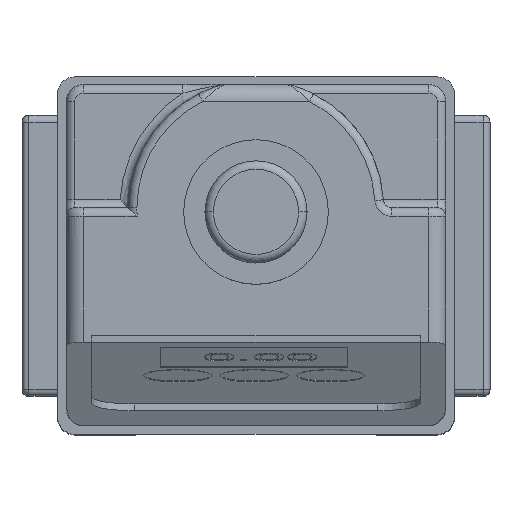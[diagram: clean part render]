
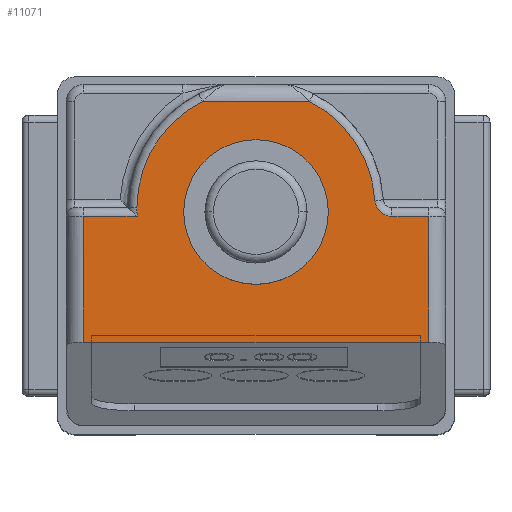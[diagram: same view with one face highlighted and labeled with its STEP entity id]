
A CAD part, top view. The second image highlights one B-rep face of the part: STEP entity #11071.
In plain terms, the highlighted planar face has unit normal (0, 0, 1).
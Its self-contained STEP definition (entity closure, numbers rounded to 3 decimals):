
#281 = CARTESIAN_POINT ( 'NONE',  ( 23.3, 26.5, 124. ) ) ;
#405 = CIRCLE ( 'NONE', #4994, 14. ) ;
#566 = LINE ( 'NONE', #12023, #12283 ) ;
#954 = EDGE_CURVE ( 'NONE', #12354, #3047, #405, .T. ) ;
#1270 = VECTOR ( 'NONE', #10133, 1000. ) ;
#1278 = LINE ( 'NONE', #5840, #9961 ) ;
#1444 = VECTOR ( 'NONE', #3677, 1000. ) ;
#1588 = EDGE_CURVE ( 'NONE', #9507, #2344, #1278, .T. ) ;
#1626 = CIRCLE ( 'NONE', #5725, 14. ) ;
#1810 = EDGE_CURVE ( 'NONE', #2344, #12354, #9120, .T. ) ;
#1878 = EDGE_CURVE ( 'NONE', #3047, #3933, #8746, .T. ) ;
#1982 = EDGE_CURVE ( 'NONE', #3933, #13414, #566, .T. ) ;
#2094 = EDGE_CURVE ( 'NONE', #13414, #3125, #5855, .T. ) ;
#2344 = VERTEX_POINT ( 'NONE', #11165 ) ;
#2357 = VECTOR ( 'NONE', #8393, 1000. ) ;
#2389 = EDGE_CURVE ( 'NONE', #3007, #3125, #14341, .T. ) ;
#2562 = EDGE_CURVE ( 'NONE', #3007, #12337, #4203, .T. ) ;
#2670 = EDGE_CURVE ( 'NONE', #12337, #5924, #5471, .T. ) ;
#2736 = DIRECTION ( 'NONE',  ( -1., 0., 0. ) ) ;
#2751 = EDGE_CURVE ( 'NONE', #5924, #8183, #2882, .T. ) ;
#2761 = CARTESIAN_POINT ( 'NONE',  ( 3., 25.5, 124. ) ) ;
#2766 = CARTESIAN_POINT ( 'NONE',  ( 23.3, 26.5, 124. ) ) ;
#2836 = EDGE_CURVE ( 'NONE', #7446, #8183, #3704, .T. ) ;
#2882 = LINE ( 'NONE', #3996, #1444 ) ;
#2911 = EDGE_CURVE ( 'NONE', #7446, #9507, #1626, .T. ) ;
#2995 = CARTESIAN_POINT ( 'NONE',  ( 14.8, 26., 124. ) ) ;
#3002 = EDGE_CURVE ( 'NONE', #12195, #13249, #11895, .T. ) ;
#3007 = VERTEX_POINT ( 'NONE', #9816 ) ;
#3047 = VERTEX_POINT ( 'NONE', #10297 ) ;
#3125 = VERTEX_POINT ( 'NONE', #11136 ) ;
#3280 = FACE_BOUND ( 'NONE', #5537, .T. ) ;
#3494 = EDGE_LOOP ( 'NONE', ( #12107, #13019, #8978, #8398, #7143, #6995, #8196, #5326, #12072, #10264, #13255, #8915 ) ) ;
#3556 = ORIENTED_EDGE ( 'NONE', *, *, #3002, .F. ) ;
#3677 = DIRECTION ( 'NONE',  ( -1., 0., 0. ) ) ;
#3704 = CIRCLE ( 'NONE', #7040, 2. ) ;
#3933 = VERTEX_POINT ( 'NONE', #2761 ) ;
#3996 = CARTESIAN_POINT ( 'NONE',  ( 0., 25.5, 124. ) ) ;
#4057 = DIRECTION ( 'NONE',  ( 0., -1., 0. ) ) ;
#4170 = AXIS2_PLACEMENT_3D ( 'NONE', #9892, #9910, #9956 ) ;
#4203 = LINE ( 'NONE', #13683, #1270 ) ;
#4994 = AXIS2_PLACEMENT_3D ( 'NONE', #6531, #6574, #6599 ) ;
#5187 = CARTESIAN_POINT ( 'NONE',  ( 23.3, 26., 124. ) ) ;
#5326 = ORIENTED_EDGE ( 'NONE', *, *, #2562, .T. ) ;
#5471 = LINE ( 'NONE', #8586, #14172 ) ;
#5479 = CARTESIAN_POINT ( 'NONE',  ( 43.6, 10.7, 124. ) ) ;
#5537 = EDGE_LOOP ( 'NONE', ( #3556, #12797 ) ) ;
#5632 = DIRECTION ( 'NONE',  ( 0., 0., -1. ) ) ;
#5677 = CARTESIAN_POINT ( 'NONE',  ( 39.269, 25.5, 124. ) ) ;
#5725 = AXIS2_PLACEMENT_3D ( 'NONE', #2766, #10925, #12081 ) ;
#5840 = CARTESIAN_POINT ( 'NONE',  ( 1., 39., 124. ) ) ;
#5855 = LINE ( 'NONE', #14173, #8556 ) ;
#5924 = VERTEX_POINT ( 'NONE', #10273 ) ;
#6130 = CIRCLE ( 'NONE', #8780, 8.5 ) ;
#6332 = DIRECTION ( 'NONE',  ( -1., 0., 0. ) ) ;
#6438 = CARTESIAN_POINT ( 'NONE',  ( 0., 25.5, 124. ) ) ;
#6531 = CARTESIAN_POINT ( 'NONE',  ( 23.3, 26.5, 124. ) ) ;
#6574 = DIRECTION ( 'NONE',  ( 0., 0., 1. ) ) ;
#6599 = DIRECTION ( 'NONE',  ( -1., 0., 0. ) ) ;
#6995 = ORIENTED_EDGE ( 'NONE', *, *, #2094, .T. ) ;
#7040 = AXIS2_PLACEMENT_3D ( 'NONE', #14404, #14295, #14152 ) ;
#7143 = ORIENTED_EDGE ( 'NONE', *, *, #1982, .T. ) ;
#7420 = AXIS2_PLACEMENT_3D ( 'NONE', #12474, #5632, #13586 ) ;
#7446 = VERTEX_POINT ( 'NONE', #11941 ) ;
#7770 = CARTESIAN_POINT ( 'NONE',  ( 4., 10.7, 124. ) ) ;
#8183 = VERTEX_POINT ( 'NONE', #5677 ) ;
#8196 = ORIENTED_EDGE ( 'NONE', *, *, #2389, .F. ) ;
#8211 = DIRECTION ( 'NONE',  ( 0., 1., 0. ) ) ;
#8391 = DIRECTION ( 'NONE',  ( -1., 0., 0. ) ) ;
#8393 = DIRECTION ( 'NONE',  ( -1., 0., 0. ) ) ;
#8398 = ORIENTED_EDGE ( 'NONE', *, *, #1878, .T. ) ;
#8538 = EDGE_CURVE ( 'NONE', #13249, #12195, #6130, .T. ) ;
#8556 = VECTOR ( 'NONE', #13548, 1000. ) ;
#8586 = CARTESIAN_POINT ( 'NONE',  ( 43.6, 41., 124. ) ) ;
#8746 = LINE ( 'NONE', #6438, #14354 ) ;
#8780 = AXIS2_PLACEMENT_3D ( 'NONE', #5187, #13150, #6332 ) ;
#8915 = ORIENTED_EDGE ( 'NONE', *, *, #2911, .T. ) ;
#8962 = CARTESIAN_POINT ( 'NONE',  ( 9.3, 26.5, 124. ) ) ;
#8978 = ORIENTED_EDGE ( 'NONE', *, *, #954, .T. ) ;
#9120 = CIRCLE ( 'NONE', #14536, 14. ) ;
#9422 = CARTESIAN_POINT ( 'NONE',  ( 3., 10.7, 124. ) ) ;
#9507 = VERTEX_POINT ( 'NONE', #11738 ) ;
#9510 = DIRECTION ( 'NONE',  ( -1., 0., 0. ) ) ;
#9816 = CARTESIAN_POINT ( 'NONE',  ( 42.6, 10.7, 124. ) ) ;
#9892 = CARTESIAN_POINT ( 'NONE',  ( 23.3, 26., 124. ) ) ;
#9910 = DIRECTION ( 'NONE',  ( 0., 0., 1. ) ) ;
#9956 = DIRECTION ( 'NONE',  ( -1., 0., 0. ) ) ;
#9961 = VECTOR ( 'NONE', #2736, 1000. ) ;
#10133 = DIRECTION ( 'NONE',  ( 1., 0., 0. ) ) ;
#10264 = ORIENTED_EDGE ( 'NONE', *, *, #2751, .T. ) ;
#10273 = CARTESIAN_POINT ( 'NONE',  ( 43.6, 25.5, 124. ) ) ;
#10297 = CARTESIAN_POINT ( 'NONE',  ( 9.336, 25.5, 124. ) ) ;
#10925 = DIRECTION ( 'NONE',  ( 0., 0., 1. ) ) ;
#11045 = CARTESIAN_POINT ( 'NONE',  ( 31.8, 26., 124. ) ) ;
#11056 = DIRECTION ( 'NONE',  ( 0., 0., 1. ) ) ;
#11071 = ADVANCED_FACE ( 'NONE', ( #12706, #3280 ), #13534, .F. ) ;
#11136 = CARTESIAN_POINT ( 'NONE',  ( 4., 10.7, 124. ) ) ;
#11165 = CARTESIAN_POINT ( 'NONE',  ( 16.995, 39., 124. ) ) ;
#11738 = CARTESIAN_POINT ( 'NONE',  ( 29.605, 39., 124. ) ) ;
#11895 = CIRCLE ( 'NONE', #4170, 8.5 ) ;
#11941 = CARTESIAN_POINT ( 'NONE',  ( 37.273, 27.375, 124. ) ) ;
#12023 = CARTESIAN_POINT ( 'NONE',  ( 3., 10.7, 124. ) ) ;
#12072 = ORIENTED_EDGE ( 'NONE', *, *, #2670, .T. ) ;
#12081 = DIRECTION ( 'NONE',  ( -1., 0., 0. ) ) ;
#12107 = ORIENTED_EDGE ( 'NONE', *, *, #1588, .T. ) ;
#12195 = VERTEX_POINT ( 'NONE', #2995 ) ;
#12283 = VECTOR ( 'NONE', #4057, 1000. ) ;
#12337 = VERTEX_POINT ( 'NONE', #5479 ) ;
#12354 = VERTEX_POINT ( 'NONE', #8962 ) ;
#12474 = CARTESIAN_POINT ( 'NONE',  ( 0., 42., 124. ) ) ;
#12706 = FACE_OUTER_BOUND ( 'NONE', #3494, .T. ) ;
#12797 = ORIENTED_EDGE ( 'NONE', *, *, #8538, .F. ) ;
#13019 = ORIENTED_EDGE ( 'NONE', *, *, #1810, .T. ) ;
#13150 = DIRECTION ( 'NONE',  ( 0., 0., 1. ) ) ;
#13249 = VERTEX_POINT ( 'NONE', #11045 ) ;
#13255 = ORIENTED_EDGE ( 'NONE', *, *, #2836, .F. ) ;
#13414 = VERTEX_POINT ( 'NONE', #9422 ) ;
#13534 = PLANE ( 'NONE',  #7420 ) ;
#13548 = DIRECTION ( 'NONE',  ( 1., 0., 0. ) ) ;
#13586 = DIRECTION ( 'NONE',  ( -1., 0., 0. ) ) ;
#13683 = CARTESIAN_POINT ( 'NONE',  ( 0., 10.7, 124. ) ) ;
#14152 = DIRECTION ( 'NONE',  ( -1., 0., 0. ) ) ;
#14172 = VECTOR ( 'NONE', #8211, 1000. ) ;
#14173 = CARTESIAN_POINT ( 'NONE',  ( 0., 10.7, 124. ) ) ;
#14295 = DIRECTION ( 'NONE',  ( 0., 0., 1. ) ) ;
#14341 = LINE ( 'NONE', #7770, #2357 ) ;
#14354 = VECTOR ( 'NONE', #8391, 1000. ) ;
#14404 = CARTESIAN_POINT ( 'NONE',  ( 39.269, 27.5, 124. ) ) ;
#14536 = AXIS2_PLACEMENT_3D ( 'NONE', #281, #11056, #9510 ) ;
